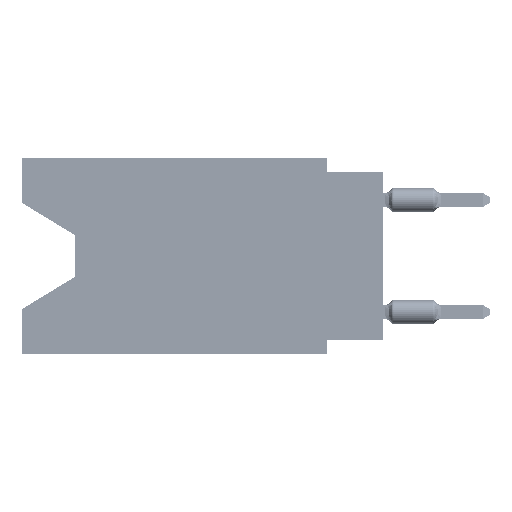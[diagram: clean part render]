
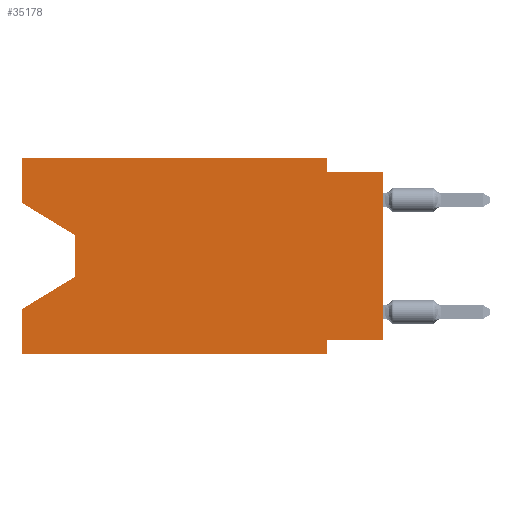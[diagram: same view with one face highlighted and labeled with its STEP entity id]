
A CAD part, left-side view. The second image highlights one B-rep face of the part: STEP entity #35178.
In plain terms, the highlighted planar face has unit normal (-1, 0, 0).
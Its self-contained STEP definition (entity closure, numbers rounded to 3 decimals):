
#1117 = DIRECTION ( 'NONE',  ( 0., 0., 1. ) ) ;
#3370 = AXIS2_PLACEMENT_3D ( 'NONE', #9922, #35208, #17370 ) ;
#3948 = EDGE_CURVE ( 'NONE', #28548, #29871, #6507, .T. ) ;
#4216 = ORIENTED_EDGE ( 'NONE', *, *, #50279, .T. ) ;
#6507 = LINE ( 'NONE', #44240, #44434 ) ;
#6631 = VECTOR ( 'NONE', #40125, 1000. ) ;
#6962 = DIRECTION ( 'NONE',  ( 0., 0., -1. ) ) ;
#8203 = DIRECTION ( 'NONE',  ( 0., 0.855, -0.519 ) ) ;
#8625 = DIRECTION ( 'NONE',  ( 0., 0., 1. ) ) ;
#9376 = ORIENTED_EDGE ( 'NONE', *, *, #10731, .T. ) ;
#9922 = CARTESIAN_POINT ( 'NONE',  ( 0., 16.383, 0. ) ) ;
#10731 = EDGE_CURVE ( 'NONE', #14474, #35466, #15742, .T. ) ;
#10783 = ORIENTED_EDGE ( 'NONE', *, *, #38077, .F. ) ;
#13267 = EDGE_CURVE ( 'NONE', #50024, #22919, #63330, .T. ) ;
#14474 = VERTEX_POINT ( 'NONE', #58361 ) ;
#14841 = LINE ( 'NONE', #46325, #31978 ) ;
#15742 = LINE ( 'NONE', #35206, #22567 ) ;
#16053 = CARTESIAN_POINT ( 'NONE',  ( 0., 13.97, -3.505 ) ) ;
#16429 = VERTEX_POINT ( 'NONE', #23096 ) ;
#17370 = DIRECTION ( 'NONE',  ( 0., 0., -1. ) ) ;
#17578 = DIRECTION ( 'NONE',  ( 0., -1., 0. ) ) ;
#17988 = LINE ( 'NONE', #74304, #39375 ) ;
#18508 = VERTEX_POINT ( 'NONE', #31170 ) ;
#19802 = EDGE_CURVE ( 'NONE', #30346, #47865, #24406, .T. ) ;
#20387 = EDGE_CURVE ( 'NONE', #47865, #22919, #64025, .T. ) ;
#20511 = ORIENTED_EDGE ( 'NONE', *, *, #41904, .T. ) ;
#20550 = DIRECTION ( 'NONE',  ( 0., -1., 0. ) ) ;
#20649 = LINE ( 'NONE', #57908, #48731 ) ;
#20835 = CARTESIAN_POINT ( 'NONE',  ( 0., 2.54, -0.635 ) ) ;
#21572 = DIRECTION ( 'NONE',  ( 0., -0.855, -0.519 ) ) ;
#22567 = VECTOR ( 'NONE', #21572, 1000. ) ;
#22713 = VECTOR ( 'NONE', #51935, 1000. ) ;
#22845 = VERTEX_POINT ( 'NONE', #43894 ) ;
#22919 = VERTEX_POINT ( 'NONE', #31878 ) ;
#23096 = CARTESIAN_POINT ( 'NONE',  ( 0., 2.54, -8.255 ) ) ;
#24406 = LINE ( 'NONE', #55876, #79138 ) ;
#24934 = ORIENTED_EDGE ( 'NONE', *, *, #68173, .F. ) ;
#25652 = EDGE_CURVE ( 'NONE', #28548, #38805, #52535, .T. ) ;
#26666 = LINE ( 'NONE', #58130, #22713 ) ;
#26970 = ORIENTED_EDGE ( 'NONE', *, *, #25652, .T. ) ;
#28548 = VERTEX_POINT ( 'NONE', #70644 ) ;
#29746 = VECTOR ( 'NONE', #33774, 1000. ) ;
#29871 = VERTEX_POINT ( 'NONE', #41643 ) ;
#30346 = VERTEX_POINT ( 'NONE', #54354 ) ;
#31170 = CARTESIAN_POINT ( 'NONE',  ( 0., 16.383, 0. ) ) ;
#31878 = CARTESIAN_POINT ( 'NONE',  ( 0., 0., -0.635 ) ) ;
#31978 = VECTOR ( 'NONE', #8625, 1000. ) ;
#32165 = CARTESIAN_POINT ( 'NONE',  ( 0., 0., -0.635 ) ) ;
#32655 = LINE ( 'NONE', #63703, #72657 ) ;
#32822 = ORIENTED_EDGE ( 'NONE', *, *, #13267, .T. ) ;
#33774 = DIRECTION ( 'NONE',  ( 0., 1., 0. ) ) ;
#35178 = ADVANCED_FACE ( 'NONE', ( #73292 ), #66669, .F. ) ;
#35206 = CARTESIAN_POINT ( 'NONE',  ( 0., 16.383, -2.038 ) ) ;
#35208 = DIRECTION ( 'NONE',  ( 1., 0., 0. ) ) ;
#35466 = VERTEX_POINT ( 'NONE', #16053 ) ;
#38077 = EDGE_CURVE ( 'NONE', #16429, #38805, #32655, .T. ) ;
#38805 = VERTEX_POINT ( 'NONE', #43655 ) ;
#39152 = LINE ( 'NONE', #65225, #29746 ) ;
#39375 = VECTOR ( 'NONE', #17578, 1000. ) ;
#40125 = DIRECTION ( 'NONE',  ( 0., -1., 0. ) ) ;
#41643 = CARTESIAN_POINT ( 'NONE',  ( 0., 16.383, -6.852 ) ) ;
#41904 = EDGE_CURVE ( 'NONE', #22845, #29871, #20649, .T. ) ;
#42602 = ORIENTED_EDGE ( 'NONE', *, *, #62173, .F. ) ;
#43155 = VECTOR ( 'NONE', #20550, 1000. ) ;
#43655 = CARTESIAN_POINT ( 'NONE',  ( 0., 2.54, -8.89 ) ) ;
#43894 = CARTESIAN_POINT ( 'NONE',  ( 0., 13.97, -5.385 ) ) ;
#44240 = CARTESIAN_POINT ( 'NONE',  ( 0., 16.383, 0. ) ) ;
#44434 = VECTOR ( 'NONE', #1117, 1000. ) ;
#44707 = CARTESIAN_POINT ( 'NONE',  ( 0., 0., 0. ) ) ;
#46325 = CARTESIAN_POINT ( 'NONE',  ( 0., 16.383, 0. ) ) ;
#47865 = VERTEX_POINT ( 'NONE', #20835 ) ;
#48731 = VECTOR ( 'NONE', #8203, 1000. ) ;
#50024 = VERTEX_POINT ( 'NONE', #73094 ) ;
#50279 = EDGE_CURVE ( 'NONE', #35466, #22845, #26666, .T. ) ;
#51935 = DIRECTION ( 'NONE',  ( 0., 0., -1. ) ) ;
#52535 = LINE ( 'NONE', #77789, #6631 ) ;
#52745 = VECTOR ( 'NONE', #64962, 1000. ) ;
#53968 = EDGE_CURVE ( 'NONE', #50024, #16429, #39152, .T. ) ;
#54354 = CARTESIAN_POINT ( 'NONE',  ( 0., 2.54, 0. ) ) ;
#55876 = CARTESIAN_POINT ( 'NONE',  ( 0., 2.54, 0. ) ) ;
#57908 = CARTESIAN_POINT ( 'NONE',  ( 0., 13.97, -5.385 ) ) ;
#58130 = CARTESIAN_POINT ( 'NONE',  ( 0., 13.97, -3.505 ) ) ;
#58361 = CARTESIAN_POINT ( 'NONE',  ( 0., 16.383, -2.038 ) ) ;
#60855 = DIRECTION ( 'NONE',  ( 0., 0., -1. ) ) ;
#62173 = EDGE_CURVE ( 'NONE', #18508, #30346, #17988, .T. ) ;
#63330 = LINE ( 'NONE', #44707, #52745 ) ;
#63703 = CARTESIAN_POINT ( 'NONE',  ( 0., 2.54, -8.89 ) ) ;
#64025 = LINE ( 'NONE', #32165, #43155 ) ;
#64962 = DIRECTION ( 'NONE',  ( 0., 0., 1. ) ) ;
#65225 = CARTESIAN_POINT ( 'NONE',  ( 0., 0., -8.255 ) ) ;
#65987 = ORIENTED_EDGE ( 'NONE', *, *, #19802, .F. ) ;
#66669 = PLANE ( 'NONE',  #3370 ) ;
#68173 = EDGE_CURVE ( 'NONE', #14474, #18508, #14841, .T. ) ;
#70644 = CARTESIAN_POINT ( 'NONE',  ( 0., 16.383, -8.89 ) ) ;
#70672 = EDGE_LOOP ( 'NONE', ( #9376, #4216, #20511, #75187, #26970, #10783, #77021, #32822, #72380, #65987, #42602, #24934 ) ) ;
#72380 = ORIENTED_EDGE ( 'NONE', *, *, #20387, .F. ) ;
#72657 = VECTOR ( 'NONE', #6962, 1000. ) ;
#73094 = CARTESIAN_POINT ( 'NONE',  ( 0., 0., -8.255 ) ) ;
#73292 = FACE_OUTER_BOUND ( 'NONE', #70672, .T. ) ;
#74304 = CARTESIAN_POINT ( 'NONE',  ( 0., 16.383, 0. ) ) ;
#75187 = ORIENTED_EDGE ( 'NONE', *, *, #3948, .F. ) ;
#77021 = ORIENTED_EDGE ( 'NONE', *, *, #53968, .F. ) ;
#77789 = CARTESIAN_POINT ( 'NONE',  ( 0., 16.383, -8.89 ) ) ;
#79138 = VECTOR ( 'NONE', #60855, 1000. ) ;
